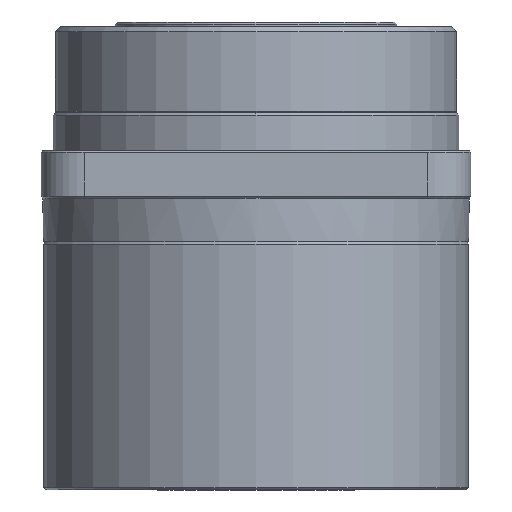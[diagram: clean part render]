
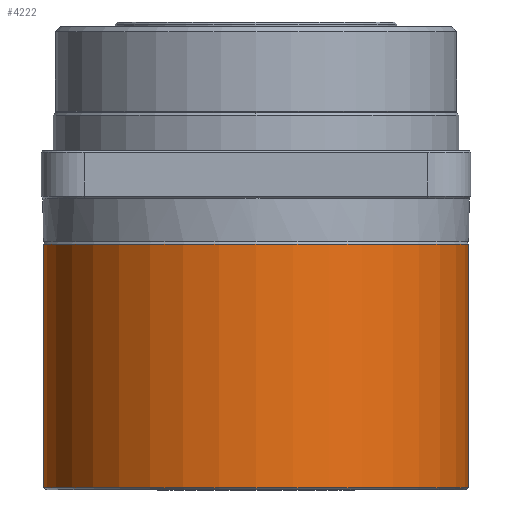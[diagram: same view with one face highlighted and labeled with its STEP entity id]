
A CAD part, front view. The second image highlights one B-rep face of the part: STEP entity #4222.
In plain terms, the highlighted cylindrical face has radius 44.5 mm (diameter 89 mm), a partial arc.
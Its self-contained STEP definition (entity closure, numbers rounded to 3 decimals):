
#210 = VERTEX_POINT ( 'NONE', #10431 ) ;
#413 = ORIENTED_EDGE ( 'NONE', *, *, #15999, .T. ) ;
#1019 = CYLINDRICAL_SURFACE ( 'NONE', #13714, 44.5 ) ;
#1144 = DIRECTION ( 'NONE',  ( -1., 0., 0. ) ) ;
#1483 = DIRECTION ( 'NONE',  ( -1., 0., 0. ) ) ;
#1690 = DIRECTION ( 'NONE',  ( 0., 0., -1. ) ) ;
#1780 = CARTESIAN_POINT ( 'NONE',  ( 0., 0., -52. ) ) ;
#2580 = DIRECTION ( 'NONE',  ( 0., 0., 1. ) ) ;
#3935 = EDGE_CURVE ( 'NONE', #17231, #7682, #18887, .T. ) ;
#4085 = ORIENTED_EDGE ( 'NONE', *, *, #10724, .T. ) ;
#4222 = ADVANCED_FACE ( 'NONE', ( #5515 ), #1019, .T. ) ;
#4291 = DIRECTION ( 'NONE',  ( 0., 0., -1. ) ) ;
#5086 = CARTESIAN_POINT ( 'NONE',  ( 44.5, 0., -52. ) ) ;
#5400 = CIRCLE ( 'NONE', #16541, 44.5 ) ;
#5515 = FACE_OUTER_BOUND ( 'NONE', #19551, .T. ) ;
#6147 = CARTESIAN_POINT ( 'NONE',  ( -44.5, 0., -52. ) ) ;
#6277 = CARTESIAN_POINT ( 'NONE',  ( 44.5, 0., -0.5 ) ) ;
#6550 = ORIENTED_EDGE ( 'NONE', *, *, #3935, .F. ) ;
#7085 = VECTOR ( 'NONE', #20201, 1000. ) ;
#7682 = VERTEX_POINT ( 'NONE', #8220 ) ;
#8220 = CARTESIAN_POINT ( 'NONE',  ( 44.5, 0., -51.5 ) ) ;
#10431 = CARTESIAN_POINT ( 'NONE',  ( -44.5, 0., -0.5 ) ) ;
#10637 = DIRECTION ( 'NONE',  ( 0., 0., -1. ) ) ;
#10724 = EDGE_CURVE ( 'NONE', #14977, #7682, #19071, .T. ) ;
#11307 = LINE ( 'NONE', #6147, #7085 ) ;
#12073 = CARTESIAN_POINT ( 'NONE',  ( 0., 0., -51.5 ) ) ;
#13635 = DIRECTION ( 'NONE',  ( -1., 0., 0. ) ) ;
#13714 = AXIS2_PLACEMENT_3D ( 'NONE', #1780, #1690, #1483 ) ;
#14977 = VERTEX_POINT ( 'NONE', #17966 ) ;
#15109 = EDGE_CURVE ( 'NONE', #17231, #210, #5400, .T. ) ;
#15999 = EDGE_CURVE ( 'NONE', #210, #14977, #11307, .T. ) ;
#16541 = AXIS2_PLACEMENT_3D ( 'NONE', #19884, #10637, #1144 ) ;
#17231 = VERTEX_POINT ( 'NONE', #6277 ) ;
#17966 = CARTESIAN_POINT ( 'NONE',  ( -44.5, 0., -51.5 ) ) ;
#18883 = VECTOR ( 'NONE', #4291, 1000. ) ;
#18887 = LINE ( 'NONE', #5086, #18883 ) ;
#19014 = ORIENTED_EDGE ( 'NONE', *, *, #15109, .T. ) ;
#19071 = CIRCLE ( 'NONE', #19960, 44.5 ) ;
#19551 = EDGE_LOOP ( 'NONE', ( #6550, #19014, #413, #4085 ) ) ;
#19884 = CARTESIAN_POINT ( 'NONE',  ( 0., 0., -0.5 ) ) ;
#19960 = AXIS2_PLACEMENT_3D ( 'NONE', #12073, #2580, #13635 ) ;
#20201 = DIRECTION ( 'NONE',  ( 0., 0., -1. ) ) ;
